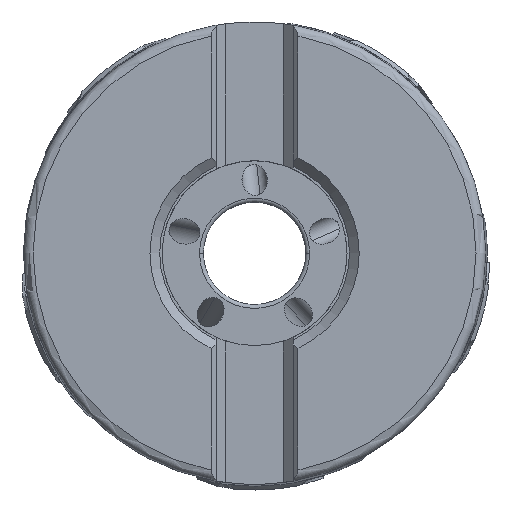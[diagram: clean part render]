
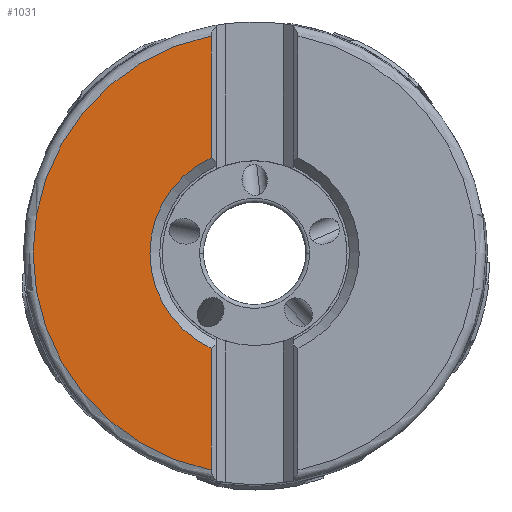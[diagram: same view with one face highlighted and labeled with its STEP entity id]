
A CAD part, top view. The second image highlights one B-rep face of the part: STEP entity #1031.
In plain terms, the highlighted planar face has unit normal (0, 0, 1).
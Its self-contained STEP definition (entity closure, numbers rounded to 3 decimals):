
#1031=ADVANCED_FACE('',(#1597),#1491,.T.);
#1491=PLANE('',#9025);
#1597=FACE_OUTER_BOUND('',#2039,.T.);
#2039=EDGE_LOOP('',(#3088,#3089,#3090,#3091));
#2522=LINE('',#12614,#2805);
#2523=LINE('',#12618,#2806);
#2805=VECTOR('',#10152,1.);
#2806=VECTOR('',#10155,1.);
#3088=ORIENTED_EDGE('',*,*,#6868,.T.);
#3089=ORIENTED_EDGE('',*,*,#6869,.F.);
#3090=ORIENTED_EDGE('',*,*,#6870,.T.);
#3091=ORIENTED_EDGE('',*,*,#6871,.F.);
#5906=VERTEX_POINT('',#12612);
#5907=VERTEX_POINT('',#12613);
#5908=VERTEX_POINT('',#12615);
#5909=VERTEX_POINT('',#12617);
#6868=EDGE_CURVE('',#5906,#5907,#8277,.T.);
#6869=EDGE_CURVE('',#5908,#5907,#2522,.T.);
#6870=EDGE_CURVE('',#5908,#5909,#8278,.T.);
#6871=EDGE_CURVE('',#5906,#5909,#2523,.T.);
#8277=CIRCLE('',#9023,22.813);
#8278=CIRCLE('',#9024,10.775);
#9023=AXIS2_PLACEMENT_3D('',#12611,#10150,#10151);
#9024=AXIS2_PLACEMENT_3D('',#12616,#10153,#10154);
#9025=AXIS2_PLACEMENT_3D('',#12619,#10156,#10157);
#10150=DIRECTION('',(0.,0.,1.));
#10151=DIRECTION('',(-0.196,0.981,0.));
#10152=DIRECTION('',(0.,-1.,0.));
#10153=DIRECTION('',(0.,0.,-1.));
#10154=DIRECTION('',(-0.415,-0.91,0.));
#10155=DIRECTION('',(0.,-1.,0.));
#10156=DIRECTION('',(0.,0.,1.));
#10157=DIRECTION('',(1.,0.,0.));
#12611=CARTESIAN_POINT('',(0.,0.,0.));
#12612=CARTESIAN_POINT('',(-4.47,22.37,0.));
#12613=CARTESIAN_POINT('',(-4.47,-22.37,0.));
#12614=CARTESIAN_POINT('',(-4.47,-9.804,0.));
#12615=CARTESIAN_POINT('',(-4.47,-9.804,0.));
#12616=CARTESIAN_POINT('',(0.,0.,0.));
#12617=CARTESIAN_POINT('',(-4.47,9.804,0.));
#12618=CARTESIAN_POINT('',(-4.47,22.37,0.));
#12619=CARTESIAN_POINT('',(13.716,0.,0.));
